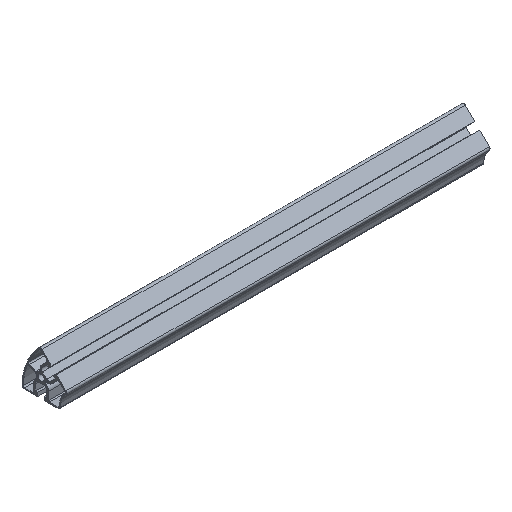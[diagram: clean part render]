
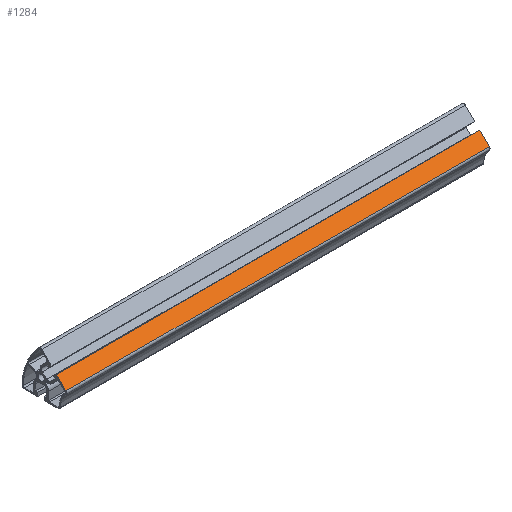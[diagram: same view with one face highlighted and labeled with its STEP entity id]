
A CAD part, isometric view. The second image highlights one B-rep face of the part: STEP entity #1284.
In plain terms, the highlighted planar face has unit normal (0, -0.707, 0.708).
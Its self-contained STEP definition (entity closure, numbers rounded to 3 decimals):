
#81=FACE_OUTER_BOUND('',#152,.T.);
#152=EDGE_LOOP('',(#985,#986,#987,#988));
#211=LINE('',#1909,#332);
#258=LINE('',#2093,#379);
#259=LINE('',#2097,#380);
#260=LINE('',#2098,#381);
#332=VECTOR('',#1496,1.);
#379=VECTOR('',#1671,1.);
#380=VECTOR('',#1676,1.);
#381=VECTOR('',#1677,1.);
#532=VERTEX_POINT('',#1906);
#533=VERTEX_POINT('',#1908);
#606=VERTEX_POINT('',#2092);
#607=VERTEX_POINT('',#2096);
#662=EDGE_CURVE('',#533,#532,#211,.T.);
#754=EDGE_CURVE('',#606,#533,#258,.T.);
#756=EDGE_CURVE('',#607,#532,#259,.T.);
#757=EDGE_CURVE('',#607,#606,#260,.T.);
#985=ORIENTED_EDGE('',*,*,#662,.T.);
#986=ORIENTED_EDGE('',*,*,#756,.F.);
#987=ORIENTED_EDGE('',*,*,#757,.T.);
#988=ORIENTED_EDGE('',*,*,#754,.T.);
#1240=PLANE('',#1404);
#1284=ADVANCED_FACE('',(#81),#1240,.T.);
#1404=AXIS2_PLACEMENT_3D('',#2095,#1674,#1675);
#1496=DIRECTION('',(0.,0.708,0.707));
#1671=DIRECTION('',(1.,0.,0.));
#1674=DIRECTION('center_axis',(0.,-0.707,0.708));
#1675=DIRECTION('ref_axis',(0.,-0.708,-0.707));
#1676=DIRECTION('',(1.,0.,0.));
#1677=DIRECTION('',(0.,-0.708,-0.707));
#1906=CARTESIAN_POINT('',(500.,-18.08,12.232));
#1908=CARTESIAN_POINT('',(500.,-29.325,1.004));
#1909=CARTESIAN_POINT('',(500.,-17.554,12.757));
#2092=CARTESIAN_POINT('',(0.,-29.325,1.004));
#2093=CARTESIAN_POINT('',(1500.,-29.325,1.004));
#2095=CARTESIAN_POINT('Origin',(0.,-18.08,12.232));
#2096=CARTESIAN_POINT('',(0.,-18.08,12.232));
#2097=CARTESIAN_POINT('',(1500.,-18.08,12.232));
#2098=CARTESIAN_POINT('',(0.,-18.08,12.232));
